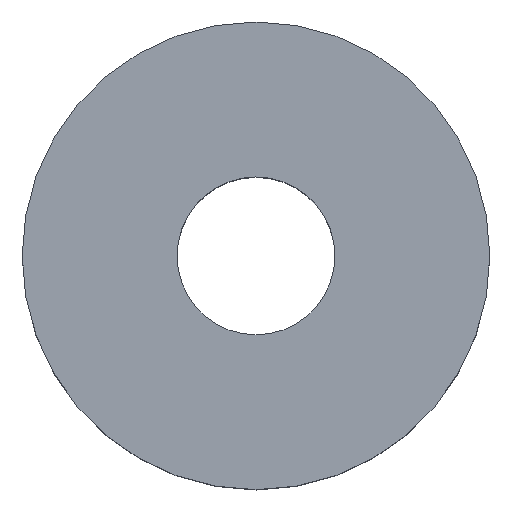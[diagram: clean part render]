
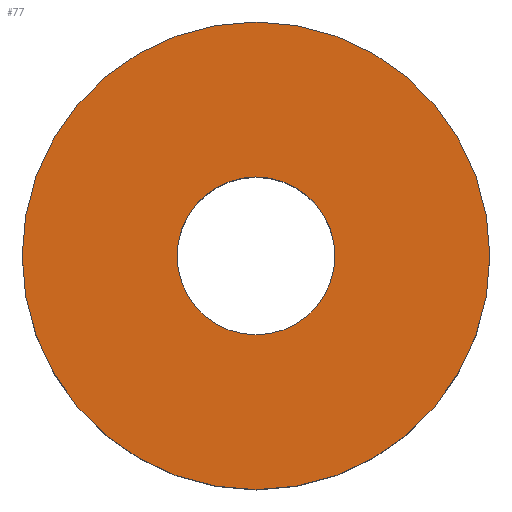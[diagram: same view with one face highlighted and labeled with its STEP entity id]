
A CAD part, top view. The second image highlights one B-rep face of the part: STEP entity #77.
In plain terms, the highlighted planar face has unit normal (0, 0, 1).
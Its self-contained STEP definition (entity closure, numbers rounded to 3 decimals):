
#77 = ADVANCED_FACE( '', ( #89, #90 ), #91, .F. );
#89 = FACE_OUTER_BOUND( '', #110, .T. );
#90 = FACE_BOUND( '', #111, .T. );
#91 = PLANE( '', #112 );
#110 = EDGE_LOOP( '', ( #135 ) );
#111 = EDGE_LOOP( '', ( #136 ) );
#112 = AXIS2_PLACEMENT_3D( '', #137, #138, #139 );
#135 = ORIENTED_EDGE( '', *, *, #163, .F. );
#136 = ORIENTED_EDGE( '', *, *, #164, .T. );
#137 = CARTESIAN_POINT( '', ( 0., 0., 10. ) );
#138 = DIRECTION( '', ( 0., 0., -1. ) );
#139 = DIRECTION( '', ( -1., 0., 0. ) );
#163 = EDGE_CURVE( '', #173, #173, #174, .T. );
#164 = EDGE_CURVE( '', #175, #175, #176, .T. );
#173 = VERTEX_POINT( '', #187 );
#174 = CIRCLE( '', #188, 8. );
#175 = VERTEX_POINT( '', #189 );
#176 = CIRCLE( '', #190, 2.7 );
#187 = CARTESIAN_POINT( '', ( 8., 0., 10. ) );
#188 = AXIS2_PLACEMENT_3D( '', #204, #205, #206 );
#189 = CARTESIAN_POINT( '', ( 2.7, 0., 10. ) );
#190 = AXIS2_PLACEMENT_3D( '', #207, #208, #209 );
#204 = CARTESIAN_POINT( '', ( 0., 0., 10. ) );
#205 = DIRECTION( '', ( 0., 0., -1. ) );
#206 = DIRECTION( '', ( 1., 0., 0. ) );
#207 = CARTESIAN_POINT( '', ( 0., 0., 10. ) );
#208 = DIRECTION( '', ( 0., 0., -1. ) );
#209 = DIRECTION( '', ( 1., 0., 0. ) );
